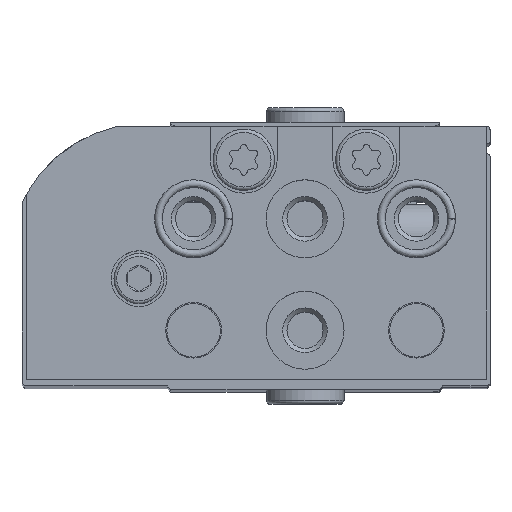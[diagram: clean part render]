
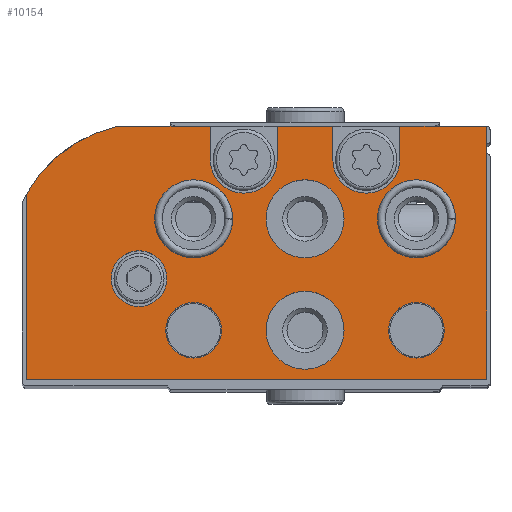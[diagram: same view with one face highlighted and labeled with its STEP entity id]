
A CAD part, top view. The second image highlights one B-rep face of the part: STEP entity #10154.
In plain terms, the highlighted face is planar.
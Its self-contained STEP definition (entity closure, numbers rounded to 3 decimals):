
#1054=LINE('',#17397,#1837);
#1058=LINE('',#17405,#1841);
#1062=LINE('',#17411,#1845);
#1065=LINE('',#17431,#1848);
#1066=LINE('',#17435,#1849);
#1067=LINE('',#17438,#1850);
#1068=LINE('',#17440,#1851);
#1069=LINE('',#17442,#1852);
#1070=LINE('',#17443,#1853);
#1071=LINE('',#17447,#1854);
#1837=VECTOR('',#14112,1000.);
#1841=VECTOR('',#14116,1000.);
#1845=VECTOR('',#14120,1000.);
#1848=VECTOR('',#14139,1000.);
#1849=VECTOR('',#14142,1000.);
#1850=VECTOR('',#14145,1000.);
#1851=VECTOR('',#14146,1000.);
#1852=VECTOR('',#14147,1000.);
#1853=VECTOR('',#14148,1000.);
#1854=VECTOR('',#14151,1000.);
#3921=ORIENTED_EDGE('',*,*,#5777,.T.);
#3922=ORIENTED_EDGE('',*,*,#5778,.T.);
#3923=ORIENTED_EDGE('',*,*,#5779,.T.);
#3924=ORIENTED_EDGE('',*,*,#5780,.T.);
#3925=ORIENTED_EDGE('',*,*,#5781,.T.);
#3926=ORIENTED_EDGE('',*,*,#5782,.T.);
#3927=ORIENTED_EDGE('',*,*,#5783,.T.);
#3928=ORIENTED_EDGE('',*,*,#5784,.T.);
#3929=ORIENTED_EDGE('',*,*,#5785,.T.);
#3930=ORIENTED_EDGE('',*,*,#5786,.T.);
#3931=ORIENTED_EDGE('',*,*,#5774,.F.);
#3932=ORIENTED_EDGE('',*,*,#5787,.F.);
#3933=ORIENTED_EDGE('',*,*,#5788,.F.);
#3934=ORIENTED_EDGE('',*,*,#5789,.F.);
#3935=ORIENTED_EDGE('',*,*,#5790,.F.);
#3936=ORIENTED_EDGE('',*,*,#5770,.F.);
#3937=ORIENTED_EDGE('',*,*,#5791,.T.);
#3938=ORIENTED_EDGE('',*,*,#5792,.T.);
#3939=ORIENTED_EDGE('',*,*,#5793,.T.);
#3940=ORIENTED_EDGE('',*,*,#5766,.F.);
#5766=EDGE_CURVE('',#6885,#6886,#1054,.T.);
#5770=EDGE_CURVE('',#6889,#6890,#1058,.T.);
#5774=EDGE_CURVE('',#6891,#6892,#1062,.T.);
#5777=EDGE_CURVE('',#6894,#6894,#7496,.T.);
#5778=EDGE_CURVE('',#6895,#6895,#7497,.T.);
#5779=EDGE_CURVE('',#6896,#6896,#7498,.T.);
#5780=EDGE_CURVE('',#6897,#6897,#7499,.T.);
#5781=EDGE_CURVE('',#6898,#6898,#7500,.T.);
#5782=EDGE_CURVE('',#6899,#6899,#7501,.T.);
#5783=EDGE_CURVE('',#6900,#6900,#7502,.T.);
#5784=EDGE_CURVE('',#6885,#6901,#1065,.T.);
#5785=EDGE_CURVE('',#6901,#6902,#7503,.T.);
#5786=EDGE_CURVE('',#6902,#6892,#1066,.T.);
#5787=EDGE_CURVE('',#6903,#6891,#7504,.T.);
#5788=EDGE_CURVE('',#6904,#6903,#1067,.T.);
#5789=EDGE_CURVE('',#6905,#6904,#1068,.T.);
#5790=EDGE_CURVE('',#6890,#6905,#1069,.T.);
#5791=EDGE_CURVE('',#6889,#6906,#1070,.T.);
#5792=EDGE_CURVE('',#6906,#6907,#7505,.T.);
#5793=EDGE_CURVE('',#6907,#6886,#1071,.T.);
#6885=VERTEX_POINT('',#17396);
#6886=VERTEX_POINT('',#17398);
#6889=VERTEX_POINT('',#17404);
#6890=VERTEX_POINT('',#17406);
#6891=VERTEX_POINT('',#17410);
#6892=VERTEX_POINT('',#17412);
#6894=VERTEX_POINT('',#17418);
#6895=VERTEX_POINT('',#17420);
#6896=VERTEX_POINT('',#17422);
#6897=VERTEX_POINT('',#17424);
#6898=VERTEX_POINT('',#17426);
#6899=VERTEX_POINT('',#17428);
#6900=VERTEX_POINT('',#17430);
#6901=VERTEX_POINT('',#17432);
#6902=VERTEX_POINT('',#17434);
#6903=VERTEX_POINT('',#17437);
#6904=VERTEX_POINT('',#17439);
#6905=VERTEX_POINT('',#17441);
#6906=VERTEX_POINT('',#17444);
#6907=VERTEX_POINT('',#17446);
#7496=CIRCLE('',#11594,2.5);
#7497=CIRCLE('',#11595,3.5);
#7498=CIRCLE('',#11596,3.5);
#7499=CIRCLE('',#11597,3.5);
#7500=CIRCLE('',#11598,3.5);
#7501=CIRCLE('',#11599,2.5);
#7502=CIRCLE('',#11600,2.5);
#7503=CIRCLE('',#11601,3.);
#7504=CIRCLE('',#11602,12.5);
#7505=CIRCLE('',#11603,3.);
#8241=EDGE_LOOP('',(#3921));
#8242=EDGE_LOOP('',(#3922));
#8243=EDGE_LOOP('',(#3923));
#8244=EDGE_LOOP('',(#3924));
#8245=EDGE_LOOP('',(#3925));
#8246=EDGE_LOOP('',(#3926));
#8247=EDGE_LOOP('',(#3927));
#8248=EDGE_LOOP('',(#3928,#3929,#3930,#3931,#3932,#3933,#3934,#3935,#3936,
#3937,#3938,#3939,#3940));
#9131=FACE_BOUND('',#8241,.T.);
#9132=FACE_BOUND('',#8242,.T.);
#9133=FACE_BOUND('',#8243,.T.);
#9134=FACE_BOUND('',#8244,.T.);
#9135=FACE_BOUND('',#8245,.T.);
#9136=FACE_BOUND('',#8246,.T.);
#9137=FACE_BOUND('',#8247,.T.);
#9138=FACE_BOUND('',#8248,.T.);
#9668=PLANE('',#11593);
#10154=ADVANCED_FACE('',(#9131,#9132,#9133,#9134,#9135,#9136,#9137,#9138),
#9668,.F.);
#11593=AXIS2_PLACEMENT_3D('',#17416,#14123,#14124);
#11594=AXIS2_PLACEMENT_3D('',#17417,#14125,#14126);
#11595=AXIS2_PLACEMENT_3D('',#17419,#14127,#14128);
#11596=AXIS2_PLACEMENT_3D('',#17421,#14129,#14130);
#11597=AXIS2_PLACEMENT_3D('',#17423,#14131,#14132);
#11598=AXIS2_PLACEMENT_3D('',#17425,#14133,#14134);
#11599=AXIS2_PLACEMENT_3D('',#17427,#14135,#14136);
#11600=AXIS2_PLACEMENT_3D('',#17429,#14137,#14138);
#11601=AXIS2_PLACEMENT_3D('',#17433,#14140,#14141);
#11602=AXIS2_PLACEMENT_3D('',#17436,#14143,#14144);
#11603=AXIS2_PLACEMENT_3D('',#17445,#14149,#14150);
#14112=DIRECTION('',(-1.,0.,0.));
#14116=DIRECTION('',(-1.,0.,0.));
#14120=DIRECTION('',(-1.,0.,0.));
#14123=DIRECTION('',(0.,0.,1.));
#14124=DIRECTION('',(1.,0.,0.));
#14125=DIRECTION('',(0.,0.,1.));
#14126=DIRECTION('',(1.,0.,0.));
#14127=DIRECTION('',(0.,0.,1.));
#14128=DIRECTION('',(1.,0.,0.));
#14129=DIRECTION('',(0.,0.,1.));
#14130=DIRECTION('',(1.,0.,0.));
#14131=DIRECTION('',(0.,0.,1.));
#14132=DIRECTION('',(1.,0.,0.));
#14133=DIRECTION('',(0.,0.,1.));
#14134=DIRECTION('',(1.,0.,0.));
#14135=DIRECTION('',(0.,0.,1.));
#14136=DIRECTION('',(1.,0.,0.));
#14137=DIRECTION('',(0.,0.,1.));
#14138=DIRECTION('',(1.,0.,0.));
#14139=DIRECTION('',(0.,-1.,0.));
#14140=DIRECTION('',(0.,0.,1.));
#14141=DIRECTION('',(1.,0.,0.));
#14142=DIRECTION('',(0.,1.,0.));
#14143=DIRECTION('',(0.,0.,1.));
#14144=DIRECTION('',(1.,0.,0.));
#14145=DIRECTION('',(0.,1.,0.));
#14146=DIRECTION('',(1.,0.,0.));
#14147=DIRECTION('',(0.,-1.,0.));
#14148=DIRECTION('',(0.,-1.,0.));
#14149=DIRECTION('',(0.,0.,1.));
#14150=DIRECTION('',(1.,0.,0.));
#14151=DIRECTION('',(0.,1.,0.));
#17396=CARTESIAN_POINT('',(18.8,22.7,0.));
#17397=CARTESIAN_POINT('',(33.122,22.7,0.));
#17398=CARTESIAN_POINT('',(13.8,22.7,0.));
#17404=CARTESIAN_POINT('',(7.8,22.7,0.));
#17405=CARTESIAN_POINT('',(33.122,22.7,0.));
#17406=CARTESIAN_POINT('',(0.,22.7,0.));
#17410=CARTESIAN_POINT('',(33.122,22.7,0.));
#17411=CARTESIAN_POINT('',(33.122,22.7,0.));
#17412=CARTESIAN_POINT('',(24.8,22.7,0.));
#17416=CARTESIAN_POINT('',(30.4,10.5,0.));
#17417=CARTESIAN_POINT('',(31.2,9.03,0.));
#17418=CARTESIAN_POINT('',(33.7,9.03,0.));
#17419=CARTESIAN_POINT('',(26.3,14.4,0.));
#17420=CARTESIAN_POINT('',(29.8,14.4,0.));
#17421=CARTESIAN_POINT('',(16.3,14.4,0.));
#17422=CARTESIAN_POINT('',(19.8,14.4,0.));
#17423=CARTESIAN_POINT('',(6.3,14.4,0.));
#17424=CARTESIAN_POINT('',(9.8,14.4,0.));
#17425=CARTESIAN_POINT('',(16.3,4.4,0.));
#17426=CARTESIAN_POINT('',(19.8,4.4,0.));
#17427=CARTESIAN_POINT('',(26.3,4.4,0.));
#17428=CARTESIAN_POINT('',(28.8,4.4,0.));
#17429=CARTESIAN_POINT('',(6.3,4.4,0.));
#17430=CARTESIAN_POINT('',(8.8,4.4,0.));
#17431=CARTESIAN_POINT('',(18.8,22.7,0.));
#17432=CARTESIAN_POINT('',(18.8,19.7,0.));
#17433=CARTESIAN_POINT('',(21.8,19.7,0.));
#17434=CARTESIAN_POINT('',(24.8,19.7,0.));
#17435=CARTESIAN_POINT('',(24.8,19.7,0.));
#17436=CARTESIAN_POINT('',(30.4,10.5,0.));
#17437=CARTESIAN_POINT('',(41.3,16.619,0.));
#17438=CARTESIAN_POINT('',(41.3,0.,0.));
#17439=CARTESIAN_POINT('',(41.3,0.,0.));
#17440=CARTESIAN_POINT('',(0.,0.,0.));
#17441=CARTESIAN_POINT('',(0.,0.,0.));
#17442=CARTESIAN_POINT('',(0.,22.7,0.));
#17443=CARTESIAN_POINT('',(7.8,22.7,0.));
#17444=CARTESIAN_POINT('',(7.8,19.7,0.));
#17445=CARTESIAN_POINT('',(10.8,19.7,0.));
#17446=CARTESIAN_POINT('',(13.8,19.7,0.));
#17447=CARTESIAN_POINT('',(13.8,19.7,0.));
